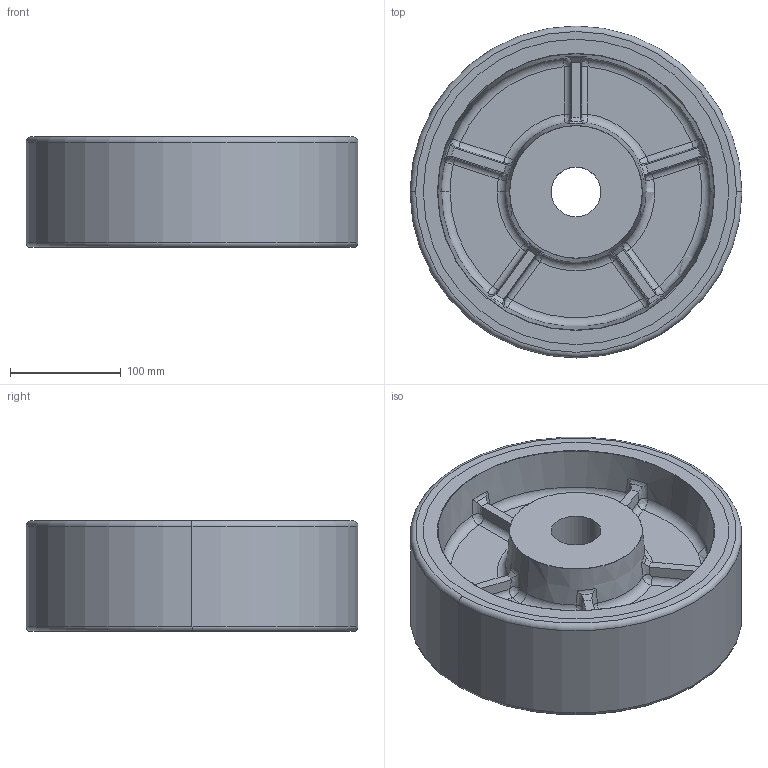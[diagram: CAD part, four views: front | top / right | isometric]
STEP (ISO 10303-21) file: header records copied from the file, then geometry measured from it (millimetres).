
FILE_DESCRIPTION (( 'STEP AP214' ), '1' );
FILE_NAME ('0030732.step', '2022-03-25T08:45:50', ( '' ), ( '' ), 'SwSTEP 2.0', 'SolidWorks 2020', '' );
FILE_SCHEMA (( 'AUTOMOTIVE_DESIGN' ));
Length unit declared in the file: millimetre
Products named in the file (1): 0030732
Bounding box: 300 x 300 x 100 mm (x, y, z)
Volume: 3826147.5 mm3; surface area: 515290 mm2
Topology: 2 solids, 2 shells, 238 faces, 600 edges, 368 vertices
Faces by surface type: bspline 80, torus 52, plane 46, cone 32, cylinder 28
Entity records: 14637 total; most frequent: CARTESIAN_POINT 6959, ORIENTED_EDGE 1200, DIRECTION 878, EDGE_CURVE 600, AXIS2_PLACEMENT_3D 399, VERTEX_POINT 368, B_SPLINE_CURVE_WITH_KNOTS 280, EDGE_LOOP 244
